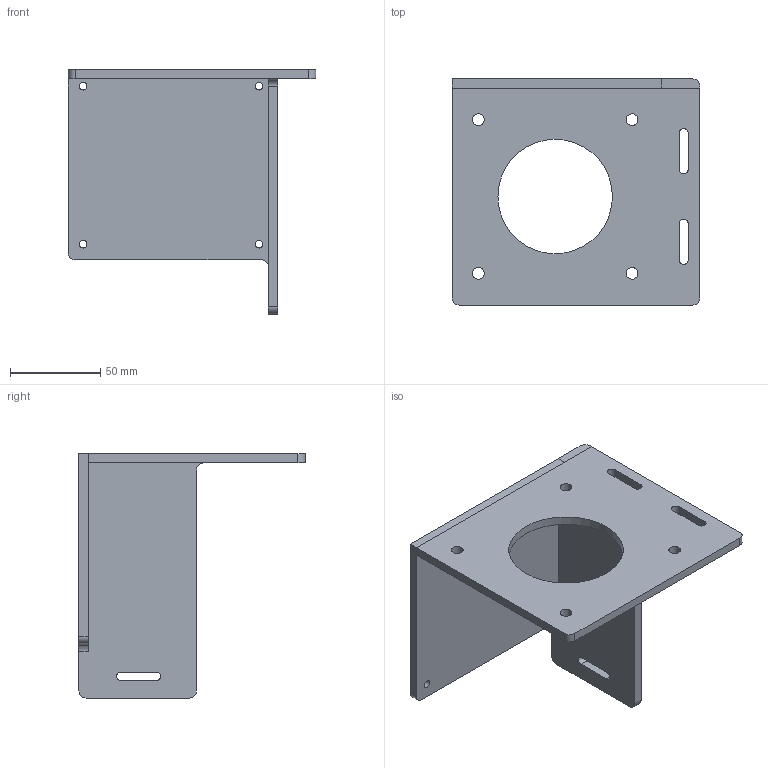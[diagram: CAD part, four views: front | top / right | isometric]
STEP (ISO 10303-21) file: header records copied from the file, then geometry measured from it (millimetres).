
FILE_DESCRIPTION(('FreeCAD Model'),'2;1');
FILE_NAME('Open CASCADE Shape Model','2024-11-07T09:10:56',(''),(''), 'Open CASCADE STEP processor 7.7','FreeCAD','Unknown');
FILE_SCHEMA(('AUTOMOTIVE_DESIGN { 1 0 10303 214 1 1 1 1 }'));
Length unit declared in the file: millimetre
Products named in the file (1): Motor1100Bracket3DP
Bounding box: 137 x 125 x 135 mm (x, y, z)
Volume: 164804.7 mm3; surface area: 72267.6 mm2
Topology: 1 solids, 1 shells, 50 faces, 139 edges, 91 vertices
Faces by surface type: plane 27, cylinder 23
Full cylindrical faces by diameter (mm): 4.2 x4, 6.5 x4, 63.3 x1
Entity records: 3530 total; most frequent: CARTESIAN_POINT 643, DIRECTION 551, LINE 325, VECTOR 325, ORIENTED_EDGE 278, PCURVE 278, DEFINITIONAL_REPRESENTATION 278, EDGE_CURVE 139
